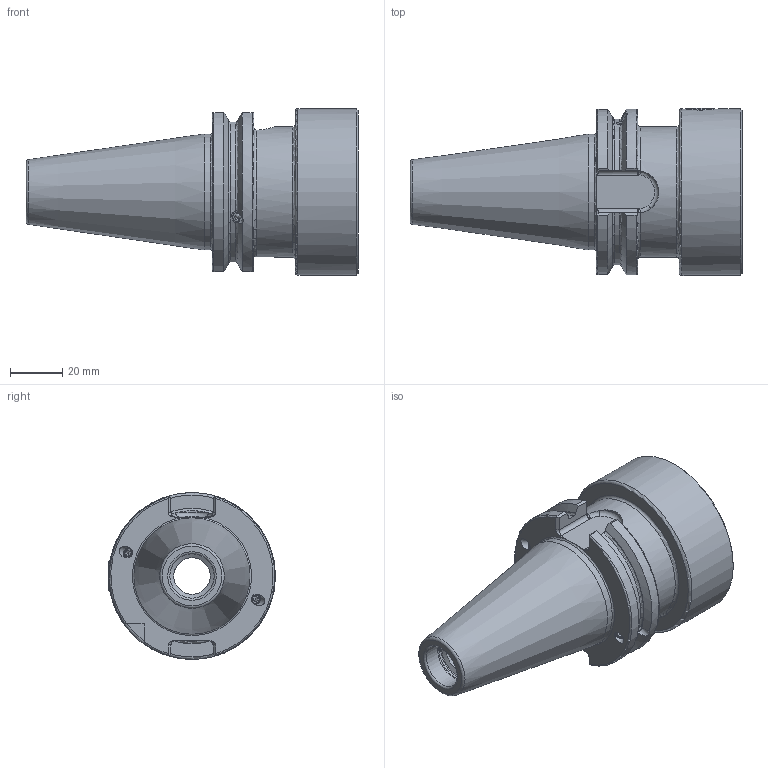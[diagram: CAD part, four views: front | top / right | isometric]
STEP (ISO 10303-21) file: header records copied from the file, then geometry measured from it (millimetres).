
FILE_DESCRIPTION (( 'STEP AP214' ), '1' );
FILE_NAME ('SB4.ST6.K01.059.STEP', '2020-04-15T12:09:44', ( '' ), ( '' ), 'SwSTEP 2.0', 'SolidWorks 2017', '' );
FILE_SCHEMA (( 'AUTOMOTIVE_DESIGN' ));
Length unit declared in the file: millimetre
Products named in the file (6): ISO 4026 - M5 x 4; ISO 4026 - M4 x 4_PreviewCfg; KVT_MB_600_040; ST6-ER1.001.018_A; SB4.ST6.K01.059; SB4-ST6.K01.059_C_mit Bundk”lung
Assembly tree (7 placements, depth 2):
  SB4.ST6.K01.059
    SB4-ST6.K01.059_C_mit Bundk”lung
    ST6-ER1.001.018_A
    ISO 4026 - M5 x 4
    KVT_MB_600_040  x2
    ISO 4026 - M4 x 4_PreviewCfg  x2
Bounding box: 127.25 x 64 x 64 mm (x, y, z)
Volume: 163190.7 mm3; surface area: 36939.7 mm2
Topology: 9 solids, 9 shells, 235 faces, 590 edges, 366 vertices
Faces by surface type: plane 90, cylinder 56, cone 51, torus 30, bspline 6, sphere 2
Full cylindrical faces by diameter (mm): 3 x2, 3.3 x4, 4 x8, 4.2 x2, 5 x1, 6 x1, 11 x1, 12 x1, 14 x1, 17 x1, 17.45 x1, 36 x1, 37 x1, 44.45 x1, 50 x1, 64 x1
Entity records: 7107 total; most frequent: CARTESIAN_POINT 2334, ORIENTED_EDGE 886, DIRECTION 876, EDGE_CURVE 443, AXIS2_PLACEMENT_3D 356, VERTEX_POINT 310, EDGE_LOOP 283, FACE_OUTER_BOUND 238
